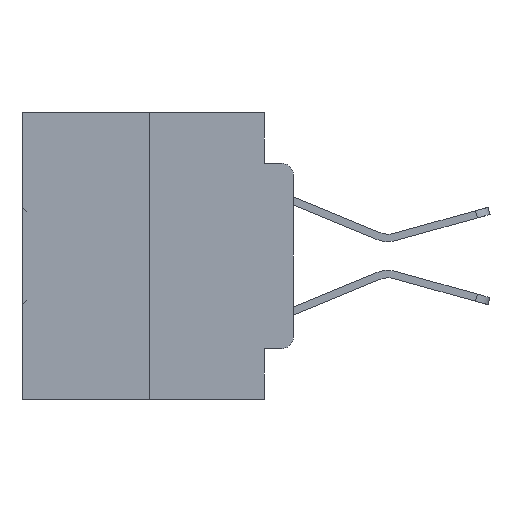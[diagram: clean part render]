
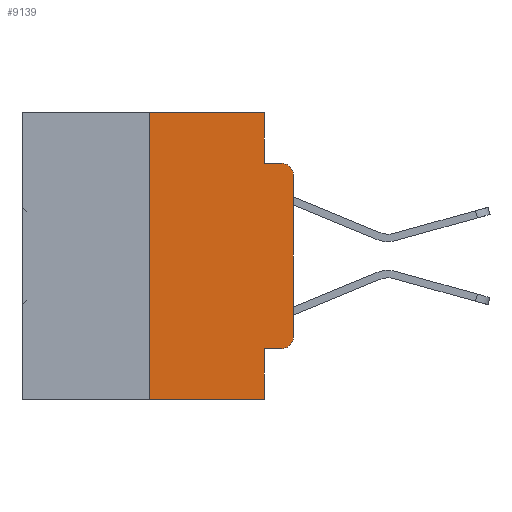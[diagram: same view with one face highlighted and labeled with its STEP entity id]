
A CAD part, left-side view. The second image highlights one B-rep face of the part: STEP entity #9139.
In plain terms, the highlighted planar face has unit normal (-1, 0, 0).
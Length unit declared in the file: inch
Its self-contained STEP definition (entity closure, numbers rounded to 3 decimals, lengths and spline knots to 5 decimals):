
#299 = CARTESIAN_POINT ( 'NONE',  ( 0., 0.02, -0.3915 ) ) ;
#1484 = VECTOR ( 'NONE', #6503, 39.37008 ) ;
#1553 = ORIENTED_EDGE ( 'NONE', *, *, #27144, .T. ) ;
#1605 = VERTEX_POINT ( 'NONE', #25400 ) ;
#1855 = DIRECTION ( 'NONE',  ( 0., -1., 0. ) ) ;
#1998 = VERTEX_POINT ( 'NONE', #7099 ) ;
#2135 = EDGE_CURVE ( 'NONE', #12053, #14262, #34789, .T. ) ;
#2281 = VECTOR ( 'NONE', #22792, 39.37008 ) ;
#2381 = DIRECTION ( 'NONE',  ( 0., -1., 0. ) ) ;
#2392 = LINE ( 'NONE', #12128, #1484 ) ;
#2518 = CARTESIAN_POINT ( 'NONE',  ( 0., 0.473, 0. ) ) ;
#2948 = LINE ( 'NONE', #13674, #30749 ) ;
#3255 = DIRECTION ( 'NONE',  ( 0., 0., -1. ) ) ;
#3544 = CARTESIAN_POINT ( 'NONE',  ( 0., 0.051, -0.0885 ) ) ;
#3957 = EDGE_LOOP ( 'NONE', ( #14076, #1553, #24756, #31963, #11012, #19257, #12765, #28196, #29046, #15390 ) ) ;
#5149 = CARTESIAN_POINT ( 'NONE',  ( 0., 0., -0.3915 ) ) ;
#5391 = DIRECTION ( 'NONE',  ( 1., 0., 0. ) ) ;
#5614 = LINE ( 'NONE', #15932, #26917 ) ;
#5739 = CARTESIAN_POINT ( 'NONE',  ( 0., 0.02, -0.1085 ) ) ;
#5986 = EDGE_CURVE ( 'NONE', #12053, #30430, #26206, .T. ) ;
#6503 = DIRECTION ( 'NONE',  ( 0., -1., 0. ) ) ;
#6858 = CARTESIAN_POINT ( 'NONE',  ( 0., 0.051, 0. ) ) ;
#7099 = CARTESIAN_POINT ( 'NONE',  ( 0., 0.25, -0.5 ) ) ;
#7940 = VERTEX_POINT ( 'NONE', #5149 ) ;
#8635 = DIRECTION ( 'NONE',  ( 0., 0., -1. ) ) ;
#8982 = CARTESIAN_POINT ( 'NONE',  ( 0., 0., 0. ) ) ;
#9139 = ADVANCED_FACE ( 'NONE', ( #30232 ), #35608, .F. ) ;
#9934 = LINE ( 'NONE', #8982, #2281 ) ;
#10547 = VECTOR ( 'NONE', #31282, 39.37008 ) ;
#10560 = EDGE_CURVE ( 'NONE', #7940, #18777, #9934, .T. ) ;
#10724 = VECTOR ( 'NONE', #2381, 39.37008 ) ;
#11012 = ORIENTED_EDGE ( 'NONE', *, *, #33595, .F. ) ;
#11028 = DIRECTION ( 'NONE',  ( 0., 0., -1. ) ) ;
#11532 = CARTESIAN_POINT ( 'NONE',  ( 0., 0., -0.1085 ) ) ;
#11978 = VECTOR ( 'NONE', #1855, 39.37008 ) ;
#12053 = VERTEX_POINT ( 'NONE', #21906 ) ;
#12128 = CARTESIAN_POINT ( 'NONE',  ( 0., 0.473, -0.5 ) ) ;
#12765 = ORIENTED_EDGE ( 'NONE', *, *, #24217, .T. ) ;
#12843 = LINE ( 'NONE', #35000, #11978 ) ;
#13619 = EDGE_CURVE ( 'NONE', #30430, #7940, #18513, .T. ) ;
#13674 = CARTESIAN_POINT ( 'NONE',  ( 0., 0.25, 0. ) ) ;
#14076 = ORIENTED_EDGE ( 'NONE', *, *, #10560, .T. ) ;
#14262 = VERTEX_POINT ( 'NONE', #33402 ) ;
#15084 = AXIS2_PLACEMENT_3D ( 'NONE', #2518, #5391, #24873 ) ;
#15390 = ORIENTED_EDGE ( 'NONE', *, *, #13619, .T. ) ;
#15932 = CARTESIAN_POINT ( 'NONE',  ( 0., 0.051, 0. ) ) ;
#16455 = DIRECTION ( 'NONE',  ( 0., 0., 1. ) ) ;
#18513 = CIRCLE ( 'NONE', #31679, 0.02 ) ;
#18679 = DIRECTION ( 'NONE',  ( 0., 0., -1. ) ) ;
#18777 = VERTEX_POINT ( 'NONE', #11532 ) ;
#18801 = AXIS2_PLACEMENT_3D ( 'NONE', #5739, #25197, #8635 ) ;
#18806 = LINE ( 'NONE', #3544, #10547 ) ;
#19257 = ORIENTED_EDGE ( 'NONE', *, *, #34331, .F. ) ;
#19551 = CIRCLE ( 'NONE', #18801, 0.02 ) ;
#19689 = CARTESIAN_POINT ( 'NONE',  ( 0., 0.02, -0.4115 ) ) ;
#20148 = DIRECTION ( 'NONE',  ( -1., 0., 0. ) ) ;
#21906 = CARTESIAN_POINT ( 'NONE',  ( 0., 0.051, -0.4115 ) ) ;
#22286 = CARTESIAN_POINT ( 'NONE',  ( 0., 0.051, 0. ) ) ;
#22792 = DIRECTION ( 'NONE',  ( 0., 0., 1. ) ) ;
#23172 = VERTEX_POINT ( 'NONE', #22286 ) ;
#23501 = EDGE_CURVE ( 'NONE', #35827, #32966, #18806, .T. ) ;
#24217 = EDGE_CURVE ( 'NONE', #1998, #14262, #2392, .T. ) ;
#24756 = ORIENTED_EDGE ( 'NONE', *, *, #23501, .F. ) ;
#24873 = DIRECTION ( 'NONE',  ( 0., 0., -1. ) ) ;
#25197 = DIRECTION ( 'NONE',  ( -1., 0., 0. ) ) ;
#25400 = CARTESIAN_POINT ( 'NONE',  ( 0., 0.25, 0. ) ) ;
#26206 = LINE ( 'NONE', #35482, #10724 ) ;
#26790 = VECTOR ( 'NONE', #11028, 39.37008 ) ;
#26917 = VECTOR ( 'NONE', #18679, 39.37008 ) ;
#27144 = EDGE_CURVE ( 'NONE', #18777, #32966, #19551, .T. ) ;
#28196 = ORIENTED_EDGE ( 'NONE', *, *, #2135, .F. ) ;
#29046 = ORIENTED_EDGE ( 'NONE', *, *, #5986, .T. ) ;
#30232 = FACE_OUTER_BOUND ( 'NONE', #3957, .T. ) ;
#30430 = VERTEX_POINT ( 'NONE', #19689 ) ;
#30749 = VECTOR ( 'NONE', #16455, 39.37008 ) ;
#30774 = EDGE_CURVE ( 'NONE', #23172, #35827, #5614, .T. ) ;
#31282 = DIRECTION ( 'NONE',  ( 0., -1., 0. ) ) ;
#31679 = AXIS2_PLACEMENT_3D ( 'NONE', #299, #20148, #3255 ) ;
#31963 = ORIENTED_EDGE ( 'NONE', *, *, #30774, .F. ) ;
#32226 = CARTESIAN_POINT ( 'NONE',  ( 0., 0.02, -0.0885 ) ) ;
#32966 = VERTEX_POINT ( 'NONE', #32226 ) ;
#33402 = CARTESIAN_POINT ( 'NONE',  ( 0., 0.051, -0.5 ) ) ;
#33595 = EDGE_CURVE ( 'NONE', #1605, #23172, #12843, .T. ) ;
#34331 = EDGE_CURVE ( 'NONE', #1998, #1605, #2948, .T. ) ;
#34789 = LINE ( 'NONE', #6858, #26790 ) ;
#34930 = CARTESIAN_POINT ( 'NONE',  ( 0., 0.051, -0.0885 ) ) ;
#35000 = CARTESIAN_POINT ( 'NONE',  ( 0., 0.473, 0. ) ) ;
#35482 = CARTESIAN_POINT ( 'NONE',  ( 0., 0.051, -0.4115 ) ) ;
#35608 = PLANE ( 'NONE',  #15084 ) ;
#35827 = VERTEX_POINT ( 'NONE', #34930 ) ;
